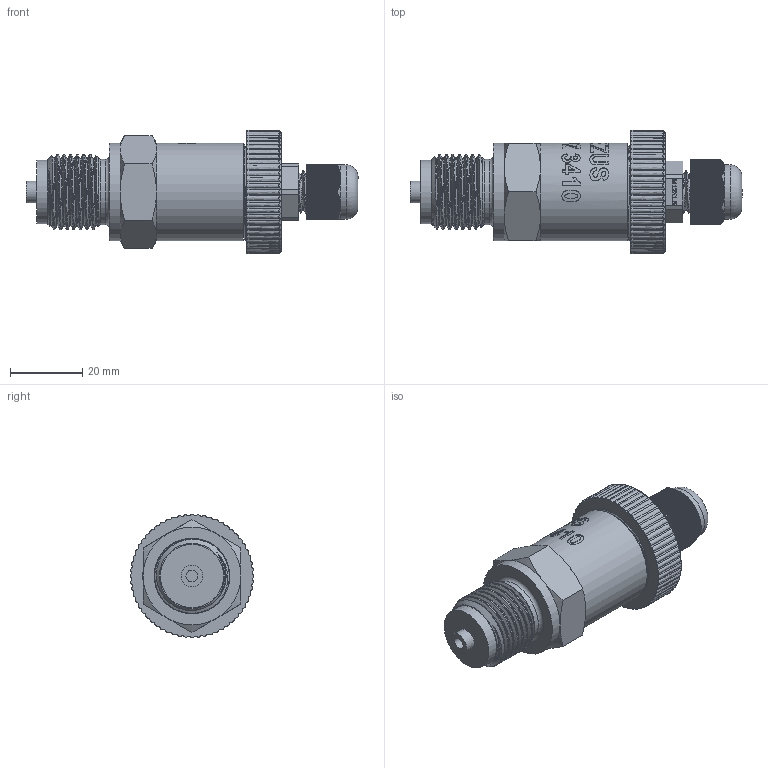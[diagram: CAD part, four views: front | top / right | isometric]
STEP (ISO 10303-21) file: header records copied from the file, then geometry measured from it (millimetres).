
FILE_DESCRIPTION(/* description */ (''),/* implementation_level */ '2;1');
FILE_NAME(/* name */ 'APZ3410_4_CableGland.step',/* time_stamp */ '2021-06-17T12:36:00+03:00',/* author */ (''),/* organization */ (''),/* preprocessor_version */ 'ST-DEVELOPER v18.1',/* originating_system */ 'Autodesk Translation Framework v10.9.0.1377',/* authorisation */ '');
FILE_SCHEMA (('AUTOMOTIVE_DESIGN { 1 0 10303 214 3 1 1 }'));
Products named in the file (8): APZ3410_x_y; OMAL nut M27x1.5 v8; Ш100.000.001 v4; M12x1.5 Cable gland v4; Cable gland; Rubber gasket; M12 Domed nut; G 1/2 EN
Assembly tree (7 placements, depth 3):
  APZ3410_x_y
    OMAL nut M27x1.5 v8
    Ш100.000.001 v4
    M12x1.5 Cable gland v4
      Cable gland
      Rubber gasket
      M12 Domed nut
    G 1/2 EN
Bounding box: 91.65 x 34 x 34 mm (x, y, z)
Volume: 39668.4 mm3; surface area: 17118.1 mm2
Topology: 6 solids, 6 shells, 2668 faces, 7829 edges, 5220 vertices
Faces by surface type: plane 1480, cylinder 772, bspline 387, cone 25, torus 3, sphere 1
Full cylindrical faces by diameter (mm): 1 x6, 3.3 x1, 6 x1, 7.5 x1, 8 x1, 9.976 x5, 10 x6, 10.376 x4, 10.526 x3, 11.6 x4, 12 x5, 12.203 x3, 12.6 x1, 15 x1, 17 x1, 17.5 x1, 18 x1, 18.631 x7, 21.4 x2, 22.3 x1, 24.5 x1, 25.132 x4, 25.526 x4, 26.85 x3, 27 x2, 27.208 x5
Entity records: 115097 total; most frequent: CARTESIAN_POINT 47266, ORIENTED_EDGE 15658, DIRECTION 12233, EDGE_CURVE 7829, VERTEX_POINT 5220, LINE 4259, VECTOR 4259, AXIS2_PLACEMENT_3D 3987
